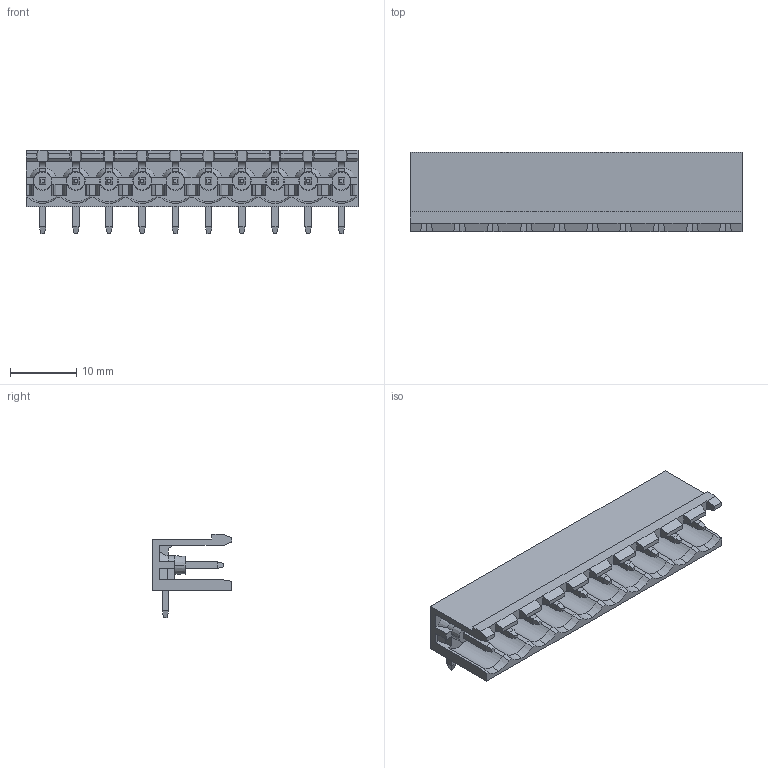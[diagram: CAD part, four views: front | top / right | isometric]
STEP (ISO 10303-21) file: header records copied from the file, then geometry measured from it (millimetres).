
FILE_DESCRIPTION(('FreeCAD Model'),'2;1');
FILE_NAME('Open CASCADE Shape Model','2024-11-10T20:49:35',(''),(''), 'Open CASCADE STEP processor 7.6','FreeCAD','Unknown');
FILE_SCHEMA(('AUTOMOTIVE_DESIGN { 1 0 10303 214 1 1 1 1 }'));
Length unit declared in the file: millimetre
Products named in the file (1): CUI_DEVICES_TBP04R1-500-10BE
Bounding box: 50 x 12 x 12.5 mm (x, y, z)
Volume: 1964.6 mm3; surface area: 4064.2 mm2
Topology: 1 solids, 1 shells, 719 faces, 1941 edges, 1234 vertices
Faces by surface type: plane 619, cone 60, cylinder 40
Entity records: 27331 total; most frequent: CARTESIAN_POINT 4325, ORIENTED_EDGE 3882, DIRECTION 3511, EDGE_CURVE 1941, LINE 1591, VECTOR 1591, VERTEX_POINT 1234, AXIS2_PLACEMENT_3D 960
